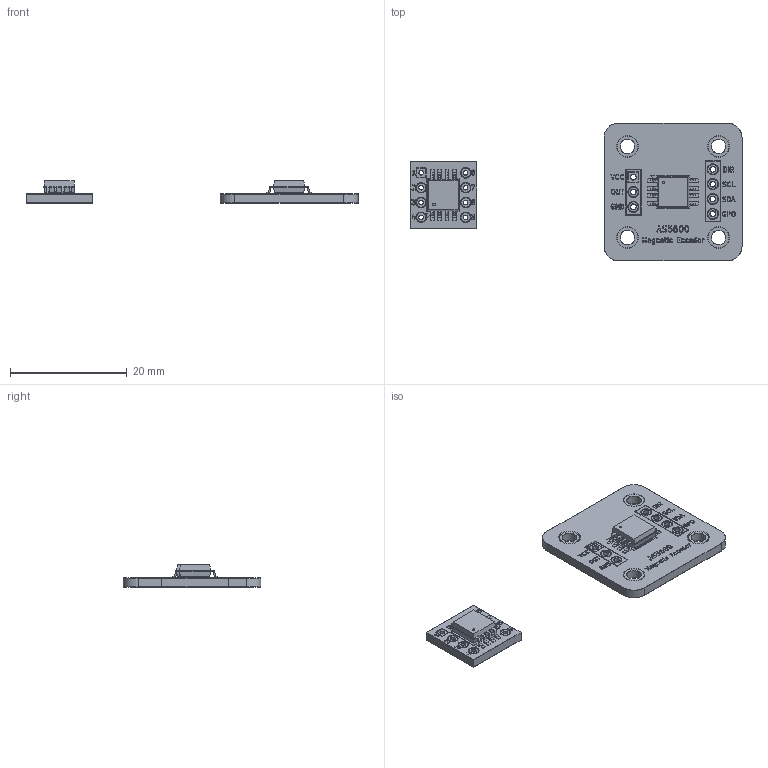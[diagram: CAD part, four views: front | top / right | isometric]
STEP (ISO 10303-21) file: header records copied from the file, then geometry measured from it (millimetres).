
FILE_DESCRIPTION(('KiCad electronic assembly'),'2;1');
FILE_NAME('AS5600_Magnetic-Encoder_Breakout_Board.step', '2025-08-24T13:07:19',('Pcbnew'),('Kicad'), 'Open CASCADE STEP processor 7.9','KiCad to STEP converter','Unknown' );
FILE_SCHEMA(('AUTOMOTIVE_DESIGN { 1 0 10303 214 1 1 1 1 }'));
Length unit declared in the file: millimetre
Products named in the file (7): AS5600_Magnetic-Encoder_Breakout_Board 1; SOIC-8_5.3x5.3mm_P1.27mm; kicad_breakout-board_pcb-models_pad; kicad_breakout-board_pcb-models_silkscreen; kicad_breakout-board_pcb-models_soldermask; kicad_breakout-board_pcb-models_PCB_1; kicad_breakout-board_pcb-models_PCB_2
Assembly tree (7 placements, depth 2):
  AS5600_Magnetic-Encoder_Breakout_Board 1
    SOIC-8_5.3x5.3mm_P1.27mm  x2
    kicad_breakout-board_pcb-models_pad
    kicad_breakout-board_pcb-models_silkscreen
    kicad_breakout-board_pcb-models_soldermask
    kicad_breakout-board_pcb-models_PCB_1
    kicad_breakout-board_pcb-models_PCB_2
Bounding box: 56.83 x 23.6 x 3.81 mm (x, y, z)
Volume: 1104 mm3; surface area: 3509.8 mm2
Topology: 77 solids, 147 shells, 775 faces, 3135 edges, 2586 vertices
Faces by surface type: plane 498, cylinder 261, bspline 16
Full cylindrical faces by diameter (mm): 0.75 x24, 0.8 x16, 0.95 x21, 1 x14, 1.6 x14, 1.7 x12, 2.45 x12, 2.5 x8, 3.516 x8
Entity records: 31840 total; most frequent: CARTESIAN_POINT 5815, DIRECTION 4925, ORIENTED_EDGE 3989, EDGE_CURVE 2774, VERTEX_POINT 2357, LINE 1879, VECTOR 1879, AXIS2_PLACEMENT_3D 1523
